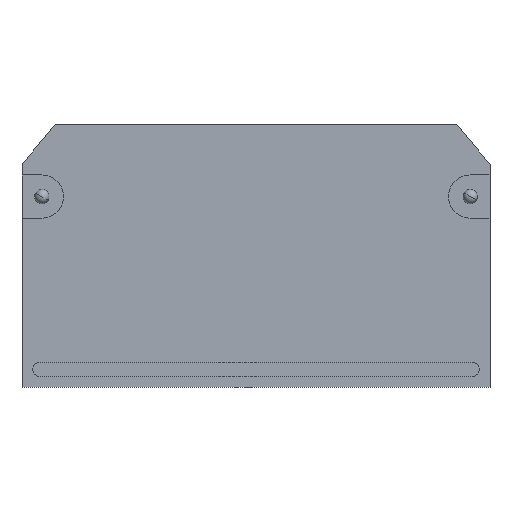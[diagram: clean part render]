
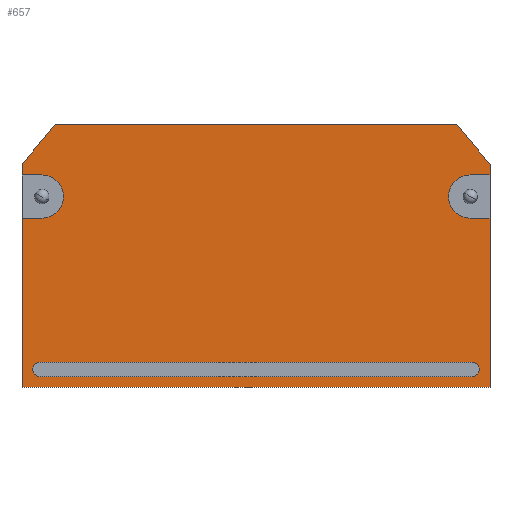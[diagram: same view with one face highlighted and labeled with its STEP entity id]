
A CAD part, left-side view. The second image highlights one B-rep face of the part: STEP entity #657.
In plain terms, the highlighted planar face has unit normal (-1, 0, 0).
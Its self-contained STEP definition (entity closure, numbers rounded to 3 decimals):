
#344=AXIS2_PLACEMENT_3D('Circle Axis2P3D',#342,#343,$) ;
#454=AXIS2_PLACEMENT_3D('Circle Axis2P3D',#452,#453,$) ;
#551=AXIS2_PLACEMENT_3D('Circle Axis2P3D',#549,#550,$) ;
#600=AXIS2_PLACEMENT_3D('Plane Axis2P3D',#597,#598,#599) ;
#625=AXIS2_PLACEMENT_3D('Circle Axis2P3D',#623,#624,$) ;
#173=CARTESIAN_POINT('Vertex',(1.5,65.,0.)) ;
#187=CARTESIAN_POINT('Vertex',(1.5,0.,0.)) ;
#190=CARTESIAN_POINT('Line Origine',(1.5,32.5,0.)) ;
#213=CARTESIAN_POINT('Vertex',(1.5,0.,31.)) ;
#227=CARTESIAN_POINT('Vertex',(1.5,4.615,36.5)) ;
#230=CARTESIAN_POINT('Line Origine',(1.5,2.308,33.75)) ;
#258=CARTESIAN_POINT('Vertex',(1.5,60.385,36.5)) ;
#261=CARTESIAN_POINT('Line Origine',(1.5,32.5,36.5)) ;
#289=CARTESIAN_POINT('Vertex',(1.5,65.,31.)) ;
#292=CARTESIAN_POINT('Line Origine',(1.5,62.692,33.75)) ;
#337=CARTESIAN_POINT('Vertex',(1.5,62.5,3.5)) ;
#342=CARTESIAN_POINT('Axis2P3D Location',(1.5,62.5,2.5)) ;
#346=CARTESIAN_POINT('Vertex',(1.5,62.5,1.5)) ;
#377=CARTESIAN_POINT('Vertex',(1.5,2.5,3.5)) ;
#382=CARTESIAN_POINT('Line Origine',(1.5,32.5,3.5)) ;
#404=CARTESIAN_POINT('Line Origine',(1.5,32.5,1.5)) ;
#408=CARTESIAN_POINT('Vertex',(1.5,2.5,1.5)) ;
#452=CARTESIAN_POINT('Axis2P3D Location',(1.5,2.5,2.5)) ;
#469=CARTESIAN_POINT('Line Origine',(1.5,65.,30.25)) ;
#473=CARTESIAN_POINT('Vertex',(1.5,65.,29.5)) ;
#476=CARTESIAN_POINT('Line Origine',(1.5,65.,11.75)) ;
#480=CARTESIAN_POINT('Vertex',(1.5,65.,23.5)) ;
#518=CARTESIAN_POINT('Line Origine',(1.5,63.625,23.5)) ;
#522=CARTESIAN_POINT('Vertex',(1.5,62.25,23.5)) ;
#549=CARTESIAN_POINT('Axis2P3D Location',(1.5,62.25,26.5)) ;
#553=CARTESIAN_POINT('Vertex',(1.5,62.25,29.5)) ;
#580=CARTESIAN_POINT('Line Origine',(1.5,63.625,29.5)) ;
#597=CARTESIAN_POINT('Axis2P3D Location',(1.5,65.,0.)) ;
#602=CARTESIAN_POINT('Line Origine',(1.5,0.,30.25)) ;
#606=CARTESIAN_POINT('Vertex',(1.5,0.,29.5)) ;
#609=CARTESIAN_POINT('Line Origine',(1.5,0.,11.75)) ;
#613=CARTESIAN_POINT('Vertex',(1.5,0.,23.5)) ;
#616=CARTESIAN_POINT('Line Origine',(1.5,1.375,23.5)) ;
#620=CARTESIAN_POINT('Vertex',(1.5,2.75,23.5)) ;
#623=CARTESIAN_POINT('Axis2P3D Location',(1.5,2.75,26.5)) ;
#627=CARTESIAN_POINT('Vertex',(1.5,2.75,29.5)) ;
#630=CARTESIAN_POINT('Line Origine',(1.5,1.375,29.5)) ;
#191=DIRECTION('Vector Direction',(0.,-1.,0.)) ;
#231=DIRECTION('Vector Direction',(0.,0.643,0.766)) ;
#262=DIRECTION('Vector Direction',(0.,1.,0.)) ;
#293=DIRECTION('Vector Direction',(0.,-0.643,0.766)) ;
#343=DIRECTION('Axis2P3D Direction',(-1.,0.,0.)) ;
#383=DIRECTION('Vector Direction',(0.,-1.,0.)) ;
#405=DIRECTION('Vector Direction',(0.,1.,0.)) ;
#453=DIRECTION('Axis2P3D Direction',(-1.,0.,0.)) ;
#470=DIRECTION('Vector Direction',(0.,0.,-1.)) ;
#477=DIRECTION('Vector Direction',(0.,0.,-1.)) ;
#519=DIRECTION('Vector Direction',(0.,1.,0.)) ;
#550=DIRECTION('Axis2P3D Direction',(-1.,0.,0.)) ;
#581=DIRECTION('Vector Direction',(0.,-1.,0.)) ;
#598=DIRECTION('Axis2P3D Direction',(-1.,0.,0.)) ;
#599=DIRECTION('Axis2P3D XDirection',(0.,-1.,0.)) ;
#603=DIRECTION('Vector Direction',(0.,0.,1.)) ;
#610=DIRECTION('Vector Direction',(0.,0.,1.)) ;
#617=DIRECTION('Vector Direction',(0.,-1.,0.)) ;
#624=DIRECTION('Axis2P3D Direction',(-1.,0.,0.)) ;
#631=DIRECTION('Vector Direction',(0.,1.,0.)) ;
#192=VECTOR('Line Direction',#191,1.) ;
#232=VECTOR('Line Direction',#231,1.) ;
#263=VECTOR('Line Direction',#262,1.) ;
#294=VECTOR('Line Direction',#293,1.) ;
#384=VECTOR('Line Direction',#383,1.) ;
#406=VECTOR('Line Direction',#405,1.) ;
#471=VECTOR('Line Direction',#470,1.) ;
#478=VECTOR('Line Direction',#477,1.) ;
#520=VECTOR('Line Direction',#519,1.) ;
#582=VECTOR('Line Direction',#581,1.) ;
#604=VECTOR('Line Direction',#603,1.) ;
#611=VECTOR('Line Direction',#610,1.) ;
#618=VECTOR('Line Direction',#617,1.) ;
#632=VECTOR('Line Direction',#631,1.) ;
#636=ORIENTED_EDGE('',*,*,#608,.T.) ;
#637=ORIENTED_EDGE('',*,*,#234,.T.) ;
#638=ORIENTED_EDGE('',*,*,#265,.T.) ;
#639=ORIENTED_EDGE('',*,*,#296,.T.) ;
#640=ORIENTED_EDGE('',*,*,#475,.T.) ;
#641=ORIENTED_EDGE('',*,*,#584,.F.) ;
#642=ORIENTED_EDGE('',*,*,#555,.F.) ;
#643=ORIENTED_EDGE('',*,*,#524,.F.) ;
#644=ORIENTED_EDGE('',*,*,#482,.T.) ;
#645=ORIENTED_EDGE('',*,*,#194,.T.) ;
#646=ORIENTED_EDGE('',*,*,#615,.T.) ;
#647=ORIENTED_EDGE('',*,*,#622,.T.) ;
#648=ORIENTED_EDGE('',*,*,#629,.T.) ;
#649=ORIENTED_EDGE('',*,*,#634,.T.) ;
#652=ORIENTED_EDGE('',*,*,#456,.F.) ;
#653=ORIENTED_EDGE('',*,*,#410,.F.) ;
#654=ORIENTED_EDGE('',*,*,#348,.F.) ;
#655=ORIENTED_EDGE('',*,*,#386,.F.) ;
#656=FACE_BOUND('',#651,.T.) ;
#657=ADVANCED_FACE('Koerper.2',(#650,#656),#601,.T.) ;
#345=CIRCLE('generated circle',#344,1.) ;
#455=CIRCLE('generated circle',#454,1.) ;
#552=CIRCLE('generated circle',#551,3.) ;
#626=CIRCLE('generated circle',#625,3.) ;
#194=EDGE_CURVE('',#174,#188,#193,.T.) ;
#234=EDGE_CURVE('',#214,#228,#233,.T.) ;
#265=EDGE_CURVE('',#228,#259,#264,.T.) ;
#296=EDGE_CURVE('',#259,#290,#295,.F.) ;
#348=EDGE_CURVE('',#338,#347,#345,.T.) ;
#386=EDGE_CURVE('',#378,#338,#385,.F.) ;
#410=EDGE_CURVE('',#347,#409,#407,.F.) ;
#456=EDGE_CURVE('',#409,#378,#455,.T.) ;
#475=EDGE_CURVE('',#290,#474,#472,.T.) ;
#482=EDGE_CURVE('',#481,#174,#479,.T.) ;
#524=EDGE_CURVE('',#481,#523,#521,.F.) ;
#555=EDGE_CURVE('',#523,#554,#552,.T.) ;
#584=EDGE_CURVE('',#554,#474,#583,.F.) ;
#608=EDGE_CURVE('',#607,#214,#605,.T.) ;
#615=EDGE_CURVE('',#188,#614,#612,.T.) ;
#622=EDGE_CURVE('',#614,#621,#619,.F.) ;
#629=EDGE_CURVE('',#621,#628,#626,.F.) ;
#634=EDGE_CURVE('',#628,#607,#633,.F.) ;
#635=EDGE_LOOP('',(#636,#637,#638,#639,#640,#641,#642,#643,#644,#645,#646,#647,#648,#649)) ;
#651=EDGE_LOOP('',(#652,#653,#654,#655)) ;
#650=FACE_OUTER_BOUND('',#635,.T.) ;
#193=LINE('Line',#190,#192) ;
#233=LINE('Line',#230,#232) ;
#264=LINE('Line',#261,#263) ;
#295=LINE('Line',#292,#294) ;
#385=LINE('Line',#382,#384) ;
#407=LINE('Line',#404,#406) ;
#472=LINE('Line',#469,#471) ;
#479=LINE('Line',#476,#478) ;
#521=LINE('Line',#518,#520) ;
#583=LINE('Line',#580,#582) ;
#605=LINE('Line',#602,#604) ;
#612=LINE('Line',#609,#611) ;
#619=LINE('Line',#616,#618) ;
#633=LINE('Line',#630,#632) ;
#601=PLANE('',#600) ;
#174=VERTEX_POINT('',#173) ;
#188=VERTEX_POINT('',#187) ;
#214=VERTEX_POINT('',#213) ;
#228=VERTEX_POINT('',#227) ;
#259=VERTEX_POINT('',#258) ;
#290=VERTEX_POINT('',#289) ;
#338=VERTEX_POINT('',#337) ;
#347=VERTEX_POINT('',#346) ;
#378=VERTEX_POINT('',#377) ;
#409=VERTEX_POINT('',#408) ;
#474=VERTEX_POINT('',#473) ;
#481=VERTEX_POINT('',#480) ;
#523=VERTEX_POINT('',#522) ;
#554=VERTEX_POINT('',#553) ;
#607=VERTEX_POINT('',#606) ;
#614=VERTEX_POINT('',#613) ;
#621=VERTEX_POINT('',#620) ;
#628=VERTEX_POINT('',#627) ;
